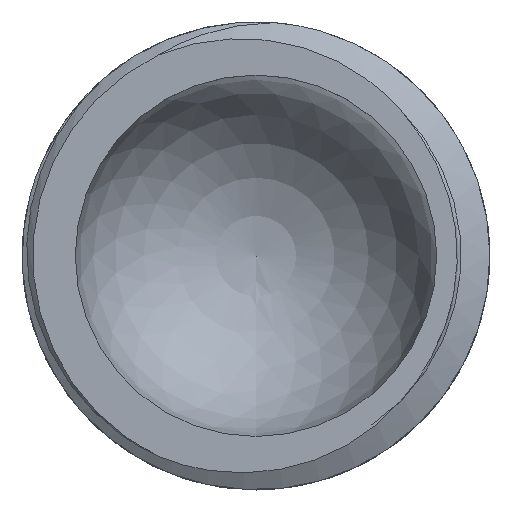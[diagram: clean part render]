
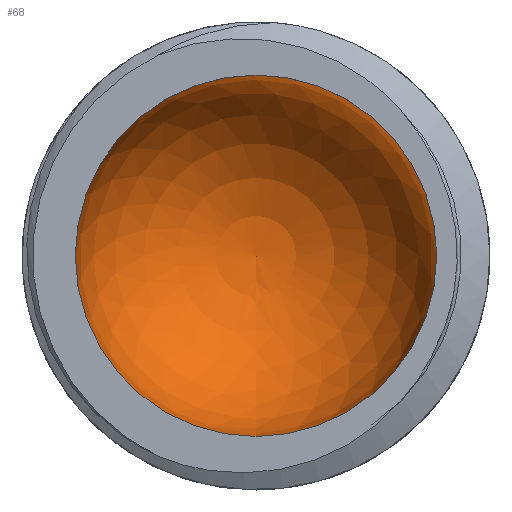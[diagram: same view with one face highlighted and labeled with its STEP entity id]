
A CAD part, top view. The second image highlights one B-rep face of the part: STEP entity #68.
In plain terms, the highlighted spherical face has radius 17 mm.
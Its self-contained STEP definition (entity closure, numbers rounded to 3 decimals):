
#68=ADVANCED_FACE('',(#2180),#2182,.F.);
#2180=FACE_OUTER_BOUND('',#2181,.T.);
#2181=EDGE_LOOP('',(#2972));
#2182=SPHERICAL_SURFACE('',#2183,17.);
#2183=AXIS2_PLACEMENT_3D('',#2184,#2185,#2186);
#2184=CARTESIAN_POINT('',(0.,0.,34.));
#2185=DIRECTION('',(0.,0.,1.));
#2186=DIRECTION('',(0.,-1.,0.));
#2972=ORIENTED_EDGE('',*,*,#3005,.T.);
#3005=EDGE_CURVE('',#3066,#3066,#3067,.T.);
#3066=VERTEX_POINT('',#3308);
#3067=CIRCLE('',#3309,17.);
#3308=CARTESIAN_POINT('',(0.,-17.,34.));
#3309=AXIS2_PLACEMENT_3D('',#3310,#3311,#3312);
#3310=CARTESIAN_POINT('',(0.,0.,34.));
#3311=DIRECTION('',(0.,0.,1.));
#3312=DIRECTION('',(0.,-1.,0.));
